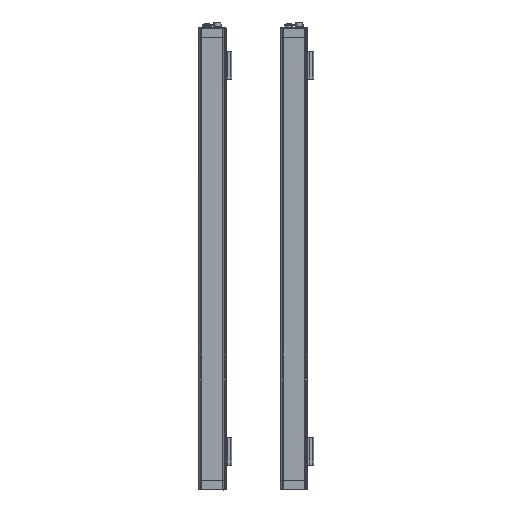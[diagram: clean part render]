
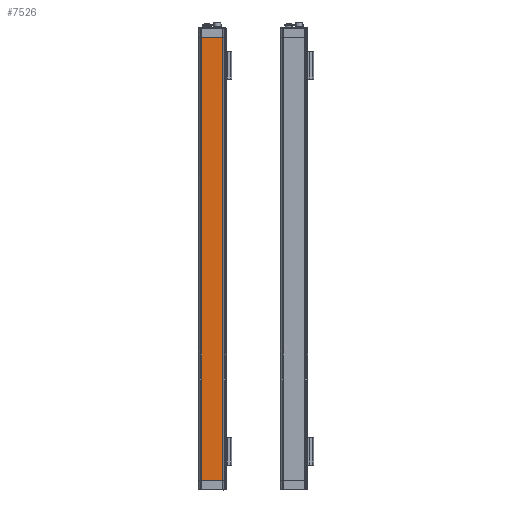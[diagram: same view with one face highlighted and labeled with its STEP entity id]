
A CAD part, top view. The second image highlights one B-rep face of the part: STEP entity #7526.
In plain terms, the highlighted planar face has unit normal (0, 0, 1).
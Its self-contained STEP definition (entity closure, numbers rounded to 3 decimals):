
#7526=ADVANCED_FACE('',(#22013),#22014,.T.);
#22013=FACE_OUTER_BOUND('',#56535,.T.);
#22014=PLANE('',#56536);
#56535=EDGE_LOOP('',(#110080,#110081,#110082,#110083));
#56536=AXIS2_PLACEMENT_3D('',#110084,#110085,#110086);
#110080=ORIENTED_EDGE('',*,*,#131689,.T.);
#110081=ORIENTED_EDGE('',*,*,#131690,.F.);
#110082=ORIENTED_EDGE('',*,*,#131686,.T.);
#110083=ORIENTED_EDGE('',*,*,#131395,.F.);
#110084=CARTESIAN_POINT('',(-294.266,59.054,-307.536));
#110085=DIRECTION('',(0.,0.,1.0));
#110086=DIRECTION('',(0.0,-1.0,0.));
#131395=EDGE_CURVE('',#160111,#160113,#160114,.T.);
#131686=EDGE_CURVE('',#160650,#160113,#160651,.T.);
#131689=EDGE_CURVE('',#160111,#160655,#160656,.T.);
#131690=EDGE_CURVE('',#160650,#160655,#160657,.T.);
#160111=VERTEX_POINT('',#212556);
#160113=VERTEX_POINT('',#212559);
#160114=LINE('',#212560,#212561);
#160650=VERTEX_POINT('',#213253);
#160651=LINE('',#213254,#213255);
#160655=VERTEX_POINT('',#213261);
#160656=LINE('',#213262,#213263);
#160657=LINE('',#213264,#213265);
#212556=CARTESIAN_POINT('',(-256.666,-390.946,-307.536));
#212559=CARTESIAN_POINT('',(-294.266,-390.946,-307.536));
#212560=CARTESIAN_POINT('',(-256.666,-390.946,-307.536));
#212561=VECTOR('',#244721,37.6);
#213253=CARTESIAN_POINT('',(-294.266,407.554,-307.536));
#213254=CARTESIAN_POINT('',(-294.266,59.054,-307.536));
#213255=VECTOR('',#245280,798.5);
#213261=CARTESIAN_POINT('',(-256.666,407.554,-307.536));
#213262=CARTESIAN_POINT('',(-256.666,59.054,-307.536));
#213263=VECTOR('',#245283,798.5);
#213264=CARTESIAN_POINT('',(-294.266,407.554,-307.536));
#213265=VECTOR('',#245284,37.6);
#244721=DIRECTION('',(-1.0,0.,0.));
#245280=DIRECTION('',(0.,-1.0,0.0));
#245283=DIRECTION('',(0.,1.0,0.));
#245284=DIRECTION('',(1.0,0.,0.));
